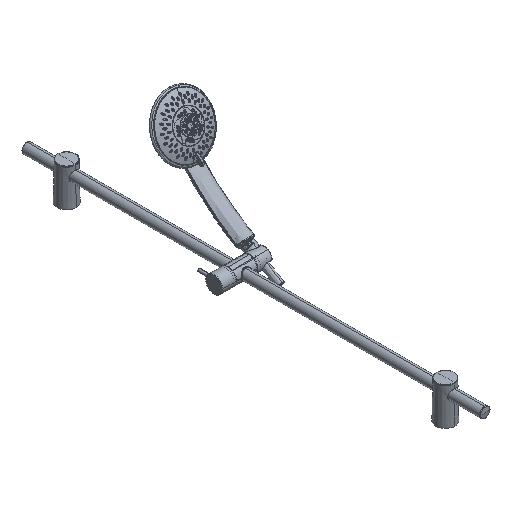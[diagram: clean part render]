
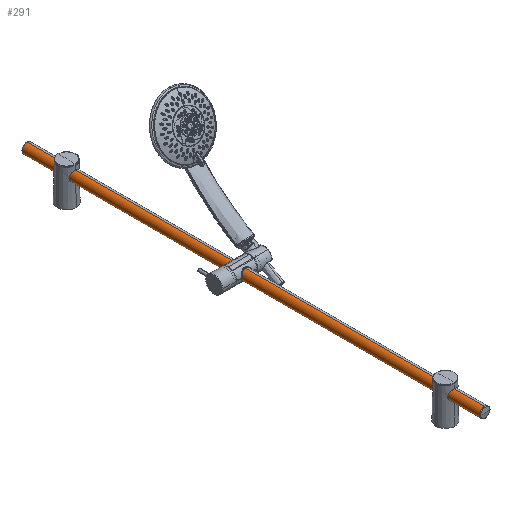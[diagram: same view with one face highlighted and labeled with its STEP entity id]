
A CAD part, isometric view. The second image highlights one B-rep face of the part: STEP entity #291.
In plain terms, the highlighted cylindrical face has radius 10.3 mm (diameter 20.6 mm), a partial arc.
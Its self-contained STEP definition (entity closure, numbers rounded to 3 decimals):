
#31=CARTESIAN_POINT('',(0.,430.,0.));
#32=DIRECTION('',(0.,1.,0.));
#33=DIRECTION('',(0.,0.,-1.));
#34=AXIS2_PLACEMENT_3D('',#31,#32,#33);
#51=DIRECTION('',(0.,1.,0.));
#52=VECTOR('',#51,930.);
#53=CARTESIAN_POINT('',(0.,-500.,10.3));
#54=LINE('',#53,#52);
#55=DIRECTION('',(0.,-1.,0.));
#56=VECTOR('',#55,930.);
#57=CARTESIAN_POINT('',(0.,430.,-10.3));
#58=LINE('',#57,#56);
#64=CARTESIAN_POINT('',(0.,-500.,0.));
#65=DIRECTION('',(0.,1.,0.));
#66=DIRECTION('',(0.,0.,-1.));
#67=AXIS2_PLACEMENT_3D('',#64,#65,#66);
#186=CARTESIAN_POINT('',(0.,-500.,10.3));
#187=CARTESIAN_POINT('',(0.,-500.,-10.3));
#188=VERTEX_POINT('',#186);
#189=VERTEX_POINT('',#187);
#190=CARTESIAN_POINT('',(0.,430.,-10.3));
#191=CARTESIAN_POINT('',(0.,430.,10.3));
#192=VERTEX_POINT('',#190);
#193=VERTEX_POINT('',#191);
#277=CARTESIAN_POINT('',(0.,-500.,0.));
#278=DIRECTION('',(0.,1.,0.));
#279=DIRECTION('',(0.,0.,1.));
#280=AXIS2_PLACEMENT_3D('',#277,#278,#279);
#281=CYLINDRICAL_SURFACE('',#280,10.3);
#283=ORIENTED_EDGE('',*,*,#282,.F.);
#284=ORIENTED_EDGE('',*,*,#258,.T.);
#286=ORIENTED_EDGE('',*,*,#285,.F.);
#288=ORIENTED_EDGE('',*,*,#287,.F.);
#289=EDGE_LOOP('',(#283,#284,#286,#288));
#290=FACE_OUTER_BOUND('',#289,.F.);
#291=ADVANCED_FACE('',(#290),#281,.T.);
#35=CIRCLE('',#34,10.3);
#68=CIRCLE('',#67,10.3);
#258=EDGE_CURVE('',#192,#193,#35,.T.);
#282=EDGE_CURVE('',#192,#189,#58,.T.);
#285=EDGE_CURVE('',#188,#193,#54,.T.);
#287=EDGE_CURVE('',#189,#188,#68,.T.);
